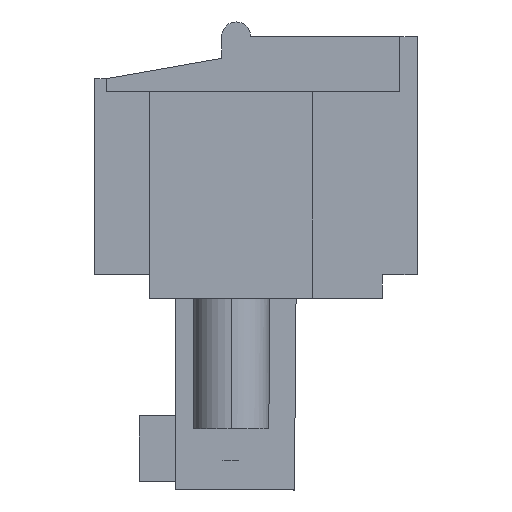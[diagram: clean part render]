
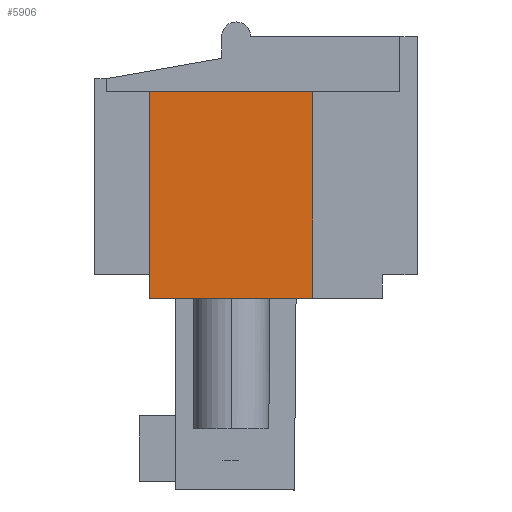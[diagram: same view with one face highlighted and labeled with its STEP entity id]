
A CAD part, left-side view. The second image highlights one B-rep face of the part: STEP entity #5906.
In plain terms, the highlighted planar face has unit normal (-1, 0, 0).
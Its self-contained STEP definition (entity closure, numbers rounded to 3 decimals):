
#5893=AXIS2_PLACEMENT_3D('Plane Axis2P3D',#5890,#5891,#5892) ;
#1269=CARTESIAN_POINT('Vertex',(0.,3.6,6.6)) ;
#1272=CARTESIAN_POINT('Line Origine',(0.,6.4,6.6)) ;
#1276=CARTESIAN_POINT('Vertex',(0.,9.2,6.6)) ;
#3806=CARTESIAN_POINT('Line Origine',(0.,3.6,10.15)) ;
#3810=CARTESIAN_POINT('Vertex',(0.,3.6,13.7)) ;
#4628=CARTESIAN_POINT('Vertex',(0.,9.2,13.7)) ;
#4631=CARTESIAN_POINT('Line Origine',(0.,6.4,13.7)) ;
#5890=CARTESIAN_POINT('Axis2P3D Location',(0.,8.7,13.7)) ;
#5895=CARTESIAN_POINT('Line Origine',(0.,9.2,10.15)) ;
#1273=DIRECTION('Vector Direction',(0.,-1.,0.)) ;
#3807=DIRECTION('Vector Direction',(0.,0.,-1.)) ;
#4632=DIRECTION('Vector Direction',(0.,-1.,0.)) ;
#5891=DIRECTION('Axis2P3D Direction',(1.,0.,0.)) ;
#5892=DIRECTION('Axis2P3D XDirection',(0.,-1.,0.)) ;
#5896=DIRECTION('Vector Direction',(0.,0.,-1.)) ;
#1274=VECTOR('Line Direction',#1273,1.) ;
#3808=VECTOR('Line Direction',#3807,1.) ;
#4633=VECTOR('Line Direction',#4632,1.) ;
#5897=VECTOR('Line Direction',#5896,1.) ;
#5901=ORIENTED_EDGE('',*,*,#5899,.T.) ;
#5902=ORIENTED_EDGE('',*,*,#1278,.T.) ;
#5903=ORIENTED_EDGE('',*,*,#3812,.F.) ;
#5904=ORIENTED_EDGE('',*,*,#4635,.F.) ;
#5906=ADVANCED_FACE('HOUSING',(#5905),#5894,.F.) ;
#1278=EDGE_CURVE('',#1277,#1270,#1275,.T.) ;
#3812=EDGE_CURVE('',#3811,#1270,#3809,.T.) ;
#4635=EDGE_CURVE('',#4629,#3811,#4634,.T.) ;
#5899=EDGE_CURVE('',#4629,#1277,#5898,.T.) ;
#5900=EDGE_LOOP('',(#5901,#5902,#5903,#5904)) ;
#5905=FACE_OUTER_BOUND('',#5900,.T.) ;
#1275=LINE('Line',#1272,#1274) ;
#3809=LINE('Line',#3806,#3808) ;
#4634=LINE('Line',#4631,#4633) ;
#5898=LINE('Line',#5895,#5897) ;
#5894=PLANE('',#5893) ;
#1270=VERTEX_POINT('',#1269) ;
#1277=VERTEX_POINT('',#1276) ;
#3811=VERTEX_POINT('',#3810) ;
#4629=VERTEX_POINT('',#4628) ;
